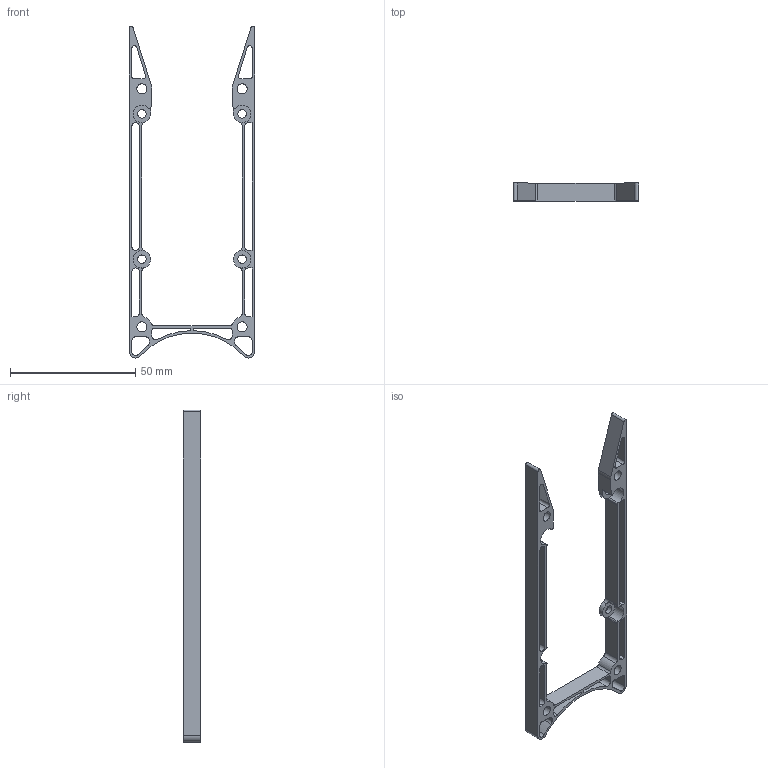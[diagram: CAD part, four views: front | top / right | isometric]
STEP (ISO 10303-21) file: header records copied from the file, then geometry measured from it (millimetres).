
FILE_DESCRIPTION(/* description */ (''),/* implementation_level */ '2;1');
FILE_NAME(/* name */ 'P407.step',/* time_stamp */ '2025-06-25T17:55:23+02:00',/* author */ (''),/* organization */ (''),/* preprocessor_version */ 'ST-DEVELOPER v20.1',/* originating_system */ 'Autodesk Translation Framework v14.10.0.0',/* authorisation */ '');
FILE_SCHEMA (('AUTOMOTIVE_DESIGN { 1 0 10303 214 3 1 1 }'));
Length unit declared in the file: millimetre
Products named in the file (1): P406
Bounding box: 50 x 7 x 132.45 mm (x, y, z)
Volume: 6085 mm3; surface area: 10063.6 mm2
Topology: 1 solids, 1 shells, 125 faces, 369 edges, 246 vertices
Faces by surface type: cylinder 77, plane 48
Full cylindrical faces by diameter (mm): 3.4 x4, 4 x4
Entity records: 4355 total; most frequent: DIRECTION 781, CARTESIAN_POINT 741, ORIENTED_EDGE 738, EDGE_CURVE 369, AXIS2_PLACEMENT_3D 286, VERTEX_POINT 246, LINE 209, VECTOR 209
